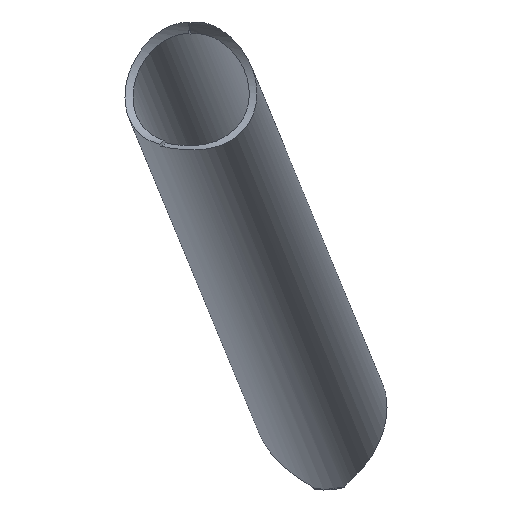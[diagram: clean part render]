
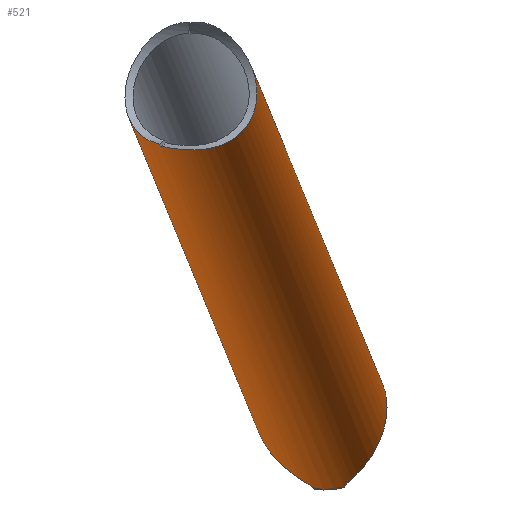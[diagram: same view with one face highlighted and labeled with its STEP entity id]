
A CAD part, top view. The second image highlights one B-rep face of the part: STEP entity #521.
In plain terms, the highlighted cylindrical face has radius 12.5 mm (diameter 25 mm), a partial arc.
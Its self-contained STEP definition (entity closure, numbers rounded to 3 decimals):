
#98=CARTESIAN_POINT('Vertex',(-317.422,180.171,-53.079)) ;
#102=CARTESIAN_POINT('Control Point',(-324.691,160.826,-59.732)) ;
#103=CARTESIAN_POINT('Control Point',(-324.708,160.911,-59.454)) ;
#104=CARTESIAN_POINT('Control Point',(-324.688,161.005,-59.177)) ;
#105=CARTESIAN_POINT('Control Point',(-324.634,161.107,-58.907)) ;
#106=CARTESIAN_POINT('Control Point',(-324.45,161.355,-58.299)) ;
#107=CARTESIAN_POINT('Control Point',(-324.167,161.628,-57.74)) ;
#108=CARTESIAN_POINT('Control Point',(-323.988,161.791,-57.433)) ;
#109=CARTESIAN_POINT('Control Point',(-323.458,162.262,-56.613)) ;
#110=CARTESIAN_POINT('Control Point',(-322.868,162.787,-55.867)) ;
#111=CARTESIAN_POINT('Control Point',(-322.485,163.147,-55.412)) ;
#112=CARTESIAN_POINT('Control Point',(-321.427,164.2,-54.22)) ;
#113=CARTESIAN_POINT('Control Point',(-320.387,165.436,-53.192)) ;
#114=CARTESIAN_POINT('Control Point',(-319.754,166.298,-52.605)) ;
#115=CARTESIAN_POINT('Control Point',(-318.654,168.04,-51.664)) ;
#116=CARTESIAN_POINT('Control Point',(-317.76,170.026,-51.057)) ;
#117=CARTESIAN_POINT('Control Point',(-317.402,170.99,-50.859)) ;
#118=CARTESIAN_POINT('Control Point',(-316.881,172.807,-50.674)) ;
#119=CARTESIAN_POINT('Control Point',(-316.634,174.677,-50.832)) ;
#120=CARTESIAN_POINT('Control Point',(-316.584,175.516,-50.976)) ;
#121=CARTESIAN_POINT('Control Point',(-316.613,177.027,-51.375)) ;
#122=CARTESIAN_POINT('Control Point',(-316.854,178.436,-51.998)) ;
#123=CARTESIAN_POINT('Control Point',(-317.006,179.049,-52.324)) ;
#124=CARTESIAN_POINT('Control Point',(-317.197,179.629,-52.687)) ;
#125=CARTESIAN_POINT('Control Point',(-317.422,180.171,-53.079)) ;
#126=CARTESIAN_POINT('Vertex',(-324.691,160.826,-59.732)) ;
#134=CARTESIAN_POINT('Vertex',(-330.412,160.566,-60.345)) ;
#138=CARTESIAN_POINT('Control Point',(-330.412,160.566,-60.345)) ;
#139=CARTESIAN_POINT('Control Point',(-330.41,160.626,-60.114)) ;
#140=CARTESIAN_POINT('Control Point',(-330.432,160.692,-59.883)) ;
#141=CARTESIAN_POINT('Control Point',(-330.48,160.761,-59.659)) ;
#142=CARTESIAN_POINT('Control Point',(-330.645,160.936,-59.135)) ;
#143=CARTESIAN_POINT('Control Point',(-330.909,161.125,-58.656)) ;
#144=CARTESIAN_POINT('Control Point',(-331.085,161.239,-58.389)) ;
#145=CARTESIAN_POINT('Control Point',(-331.405,161.438,-57.958)) ;
#146=CARTESIAN_POINT('Control Point',(-331.753,161.647,-57.555)) ;
#147=CARTESIAN_POINT('Control Point',(-331.901,161.736,-57.392)) ;
#148=CARTESIAN_POINT('Control Point',(-332.538,162.119,-56.717)) ;
#149=CARTESIAN_POINT('Control Point',(-333.212,162.538,-56.1)) ;
#150=CARTESIAN_POINT('Control Point',(-333.731,162.883,-55.651)) ;
#151=CARTESIAN_POINT('Control Point',(-334.77,163.623,-54.796)) ;
#152=CARTESIAN_POINT('Control Point',(-335.796,164.468,-54.027)) ;
#153=CARTESIAN_POINT('Control Point',(-336.302,164.918,-53.663)) ;
#154=CARTESIAN_POINT('Control Point',(-337.643,166.214,-52.74)) ;
#155=CARTESIAN_POINT('Control Point',(-338.879,167.726,-52.004)) ;
#156=CARTESIAN_POINT('Control Point',(-339.599,168.769,-51.627)) ;
#157=CARTESIAN_POINT('Control Point',(-340.229,169.906,-51.362)) ;
#158=CARTESIAN_POINT('Control Point',(-340.73,171.111,-51.238)) ;
#159=CARTESIAN_POINT('Vertex',(-340.73,171.111,-51.238)) ;
#274=CARTESIAN_POINT('Axis2P3D Location',(-327.718,172.373,-63.441)) ;
#293=CARTESIAN_POINT('Vertex',(-359.233,224.713,158.119)) ;
#299=CARTESIAN_POINT('Control Point',(-359.233,224.713,158.119)) ;
#300=CARTESIAN_POINT('Control Point',(-358.775,224.6,158.546)) ;
#301=CARTESIAN_POINT('Control Point',(-358.282,224.496,158.938)) ;
#302=CARTESIAN_POINT('Control Point',(-357.746,224.399,159.282)) ;
#303=CARTESIAN_POINT('Control Point',(-356.808,224.254,159.69)) ;
#304=CARTESIAN_POINT('Control Point',(-355.801,224.137,159.848)) ;
#305=CARTESIAN_POINT('Control Point',(-355.417,224.098,159.87)) ;
#306=CARTESIAN_POINT('Control Point',(-354.581,224.028,159.85)) ;
#307=CARTESIAN_POINT('Control Point',(-353.756,223.992,159.705)) ;
#308=CARTESIAN_POINT('Control Point',(-353.314,223.983,159.598)) ;
#309=CARTESIAN_POINT('Control Point',(-352.254,223.992,159.288)) ;
#310=CARTESIAN_POINT('Control Point',(-351.228,224.073,158.881)) ;
#311=CARTESIAN_POINT('Control Point',(-350.633,224.148,158.62)) ;
#312=CARTESIAN_POINT('Control Point',(-349.387,224.369,158.029)) ;
#313=CARTESIAN_POINT('Control Point',(-348.195,224.724,157.392)) ;
#314=CARTESIAN_POINT('Control Point',(-347.577,224.954,157.045)) ;
#315=CARTESIAN_POINT('Control Point',(-346.304,225.53,156.301)) ;
#316=CARTESIAN_POINT('Control Point',(-345.132,226.3,155.564)) ;
#317=CARTESIAN_POINT('Control Point',(-344.545,226.766,155.18)) ;
#318=CARTESIAN_POINT('Control Point',(-343.256,228.002,154.304)) ;
#319=CARTESIAN_POINT('Control Point',(-342.246,229.545,153.539)) ;
#320=CARTESIAN_POINT('Control Point',(-341.779,230.532,153.151)) ;
#321=CARTESIAN_POINT('Control Point',(-341.035,232.917,152.437)) ;
#322=CARTESIAN_POINT('Control Point',(-340.999,235.51,152.109)) ;
#323=CARTESIAN_POINT('Control Point',(-341.204,236.951,152.057)) ;
#324=CARTESIAN_POINT('Control Point',(-341.594,238.338,152.114)) ;
#325=CARTESIAN_POINT('Control Point',(-342.139,239.65,152.258)) ;
#326=CARTESIAN_POINT('Vertex',(-342.139,239.65,152.258)) ;
#452=CARTESIAN_POINT('Control Point',(-359.486,225.032,158.975)) ;
#453=CARTESIAN_POINT('Control Point',(-359.436,224.968,158.804)) ;
#454=CARTESIAN_POINT('Control Point',(-359.385,224.904,158.633)) ;
#455=CARTESIAN_POINT('Control Point',(-359.335,224.84,158.462)) ;
#456=CARTESIAN_POINT('Control Point',(-359.284,224.777,158.291)) ;
#457=CARTESIAN_POINT('Control Point',(-359.233,224.713,158.119)) ;
#458=CARTESIAN_POINT('Vertex',(-359.486,225.032,158.975)) ;
#486=CARTESIAN_POINT('Axis2P3D Location',(-341.272,204.989,49.157)) ;
#491=CARTESIAN_POINT('Line Origine',(-352.815,200.192,49.157)) ;
#495=CARTESIAN_POINT('Vertex',(-365.175,229.935,151.839)) ;
#498=CARTESIAN_POINT('Line Origine',(-329.729,209.785,49.157)) ;
#504=CARTESIAN_POINT('Control Point',(-359.486,225.032,158.975)) ;
#505=CARTESIAN_POINT('Control Point',(-361.024,225.449,157.582)) ;
#506=CARTESIAN_POINT('Control Point',(-362.346,226.11,156.03)) ;
#507=CARTESIAN_POINT('Control Point',(-363.543,227.06,154.525)) ;
#508=CARTESIAN_POINT('Control Point',(-364.516,228.349,153.073)) ;
#509=CARTESIAN_POINT('Control Point',(-365.175,229.935,151.839)) ;
#275=DIRECTION('Axis2P3D Direction',(0.115,-0.276,-0.954)) ;
#487=DIRECTION('Axis2P3D Direction',(0.115,-0.276,-0.954)) ;
#488=DIRECTION('Axis2P3D XDirection',(0.923,0.384,0.)) ;
#492=DIRECTION('Vector Direction',(0.115,-0.276,-0.954)) ;
#499=DIRECTION('Vector Direction',(0.115,-0.276,-0.954)) ;
#276=AXIS2_PLACEMENT_3D('Circle Axis2P3D',#274,#275,$) ;
#489=AXIS2_PLACEMENT_3D('Cylinder Axis2P3D',#486,#487,#488) ;
#512=ORIENTED_EDGE('',*,*,#497,.T.) ;
#513=ORIENTED_EDGE('',*,*,#161,.F.) ;
#514=ORIENTED_EDGE('',*,*,#278,.F.) ;
#515=ORIENTED_EDGE('',*,*,#128,.T.) ;
#516=ORIENTED_EDGE('',*,*,#502,.F.) ;
#517=ORIENTED_EDGE('',*,*,#328,.F.) ;
#518=ORIENTED_EDGE('',*,*,#460,.F.) ;
#519=ORIENTED_EDGE('',*,*,#510,.T.) ;
#493=VECTOR('Line Direction',#492,1.) ;
#500=VECTOR('Line Direction',#499,1.) ;
#521=ADVANCED_FACE('PartBody',(#520),#490,.T.) ;
#101=B_SPLINE_CURVE_WITH_KNOTS('',5,(#102,#103,#104,#105,#106,#107,#108,#109,#110,#111,#112,#113,#114,#115,#116,#117,#118,#119,#120,#121,#122,#123,#124,#125),.UNSPECIFIED.,.F.,.U.,(6,3,3,3,3,3,3,6),(0.,2.056,4.811,9.719,18.302,25.637,31.617,36.616),.UNSPECIFIED.) ;
#137=B_SPLINE_CURVE_WITH_KNOTS('',5,(#138,#139,#140,#141,#142,#143,#144,#145,#146,#147,#148,#149,#150,#151,#152,#153,#154,#155,#156,#157,#158),.UNSPECIFIED.,.F.,.U.,(6,3,3,3,3,3,6),(0.,1.691,4.065,5.738,11.161,16.587,25.855),.UNSPECIFIED.) ;
#298=B_SPLINE_CURVE_WITH_KNOTS('',5,(#299,#300,#301,#302,#303,#304,#305,#306,#307,#308,#309,#310,#311,#312,#313,#314,#315,#316,#317,#318,#319,#320,#321,#322,#323,#324,#325),.UNSPECIFIED.,.F.,.U.,(6,3,3,3,3,3,3,3,6),(0.,4.499,7.219,10.414,15.025,20.278,26.199,34.287,44.39),.UNSPECIFIED.) ;
#451=B_SPLINE_CURVE_WITH_KNOTS('',5,(#452,#453,#454,#455,#456,#457),.UNSPECIFIED.,.F.,.U.,(6,6),(8.028,9.368),.UNSPECIFIED.) ;
#503=B_SPLINE_CURVE_WITH_KNOTS('',5,(#504,#505,#506,#507,#508,#509),.UNSPECIFIED.,.F.,.U.,(6,6),(7.988,22.944),.UNSPECIFIED.) ;
#277=CIRCLE('generated circle',#276,12.5) ;
#490=CYLINDRICAL_SURFACE('generated cylinder',#489,12.5) ;
#128=EDGE_CURVE('',#127,#99,#101,.T.) ;
#161=EDGE_CURVE('',#135,#160,#137,.T.) ;
#278=EDGE_CURVE('',#127,#135,#277,.T.) ;
#328=EDGE_CURVE('',#294,#327,#298,.T.) ;
#460=EDGE_CURVE('',#459,#294,#451,.T.) ;
#497=EDGE_CURVE('',#496,#160,#494,.T.) ;
#502=EDGE_CURVE('',#327,#99,#501,.T.) ;
#510=EDGE_CURVE('',#459,#496,#503,.T.) ;
#511=EDGE_LOOP('',(#512,#513,#514,#515,#516,#517,#518,#519)) ;
#520=FACE_OUTER_BOUND('',#511,.T.) ;
#494=LINE('Line',#491,#493) ;
#501=LINE('Line',#498,#500) ;
#99=VERTEX_POINT('',#98) ;
#127=VERTEX_POINT('',#126) ;
#135=VERTEX_POINT('',#134) ;
#160=VERTEX_POINT('',#159) ;
#294=VERTEX_POINT('',#293) ;
#327=VERTEX_POINT('',#326) ;
#459=VERTEX_POINT('',#458) ;
#496=VERTEX_POINT('',#495) ;
